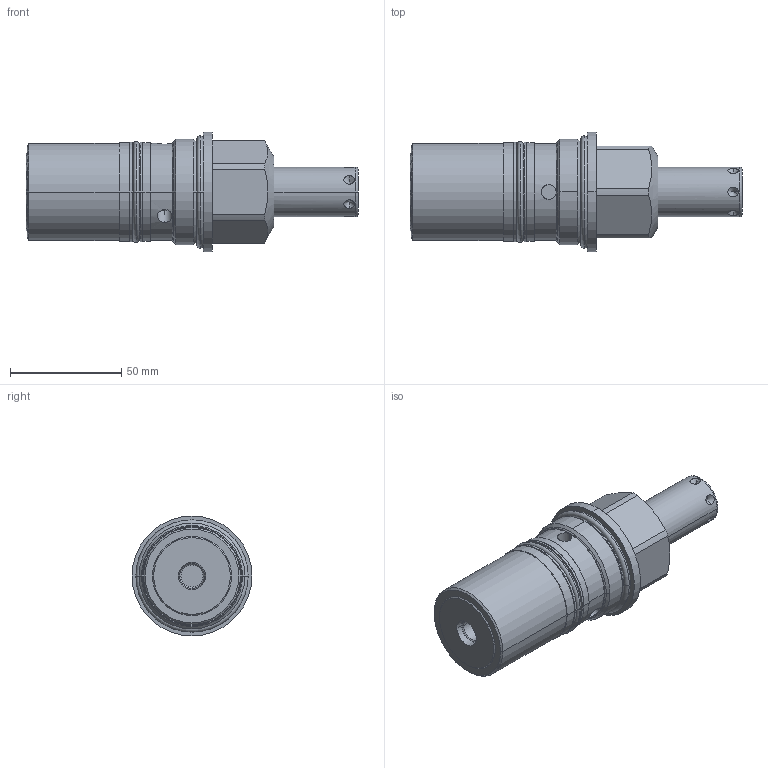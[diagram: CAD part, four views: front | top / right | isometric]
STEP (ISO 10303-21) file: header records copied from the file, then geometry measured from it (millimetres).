
FILE_DESCRIPTION((''),'2;1');
FILE_NAME('ILC14121301L','2013-04-08T',('jdw'),(''),'PRO/ENGINEER BY PARAMETRIC TECHNOLOGY CORPORATION, 2007460','PRO/ENGINEER BY PARAMETRIC TECHNOLOGY CORPORATION, 2007460','');
FILE_SCHEMA(('AUTOMOTIVE_DESIGN_CC2 { 1 2 10303 214 -1 1 5 2 }'));
Length unit declared in the file: inch
Products named in the file (1): ILC14121301L
Bounding box: 149.5 x 53.98 x 53.98 mm (x, y, z)
Volume: 182963.2 mm3; surface area: 30860.1 mm2
Topology: 3 solids, 6 shells, 113 faces, 260 edges, 161 vertices
Faces by surface type: cylinder 48, cone 28, plane 27, torus 10
Entity records: 4698 total; most frequent: CARTESIAN_POINT 914, DIRECTION 580, ORIENTED_EDGE 480, PRESENTATION_STYLE_ASSIGNMENT 281, STYLED_ITEM 252, CURVE_STYLE 246, AXIS2_PLACEMENT_3D 246, EDGE_CURVE 246
